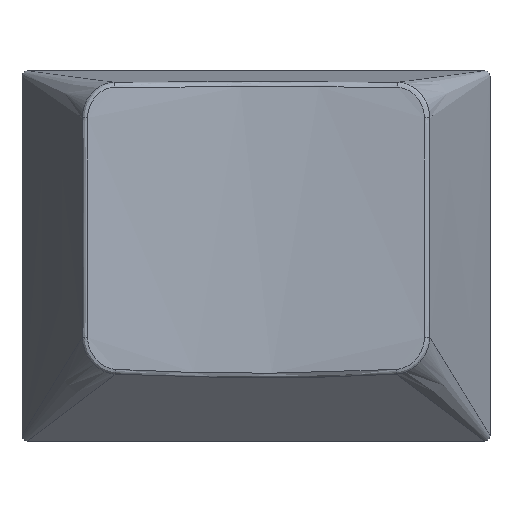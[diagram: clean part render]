
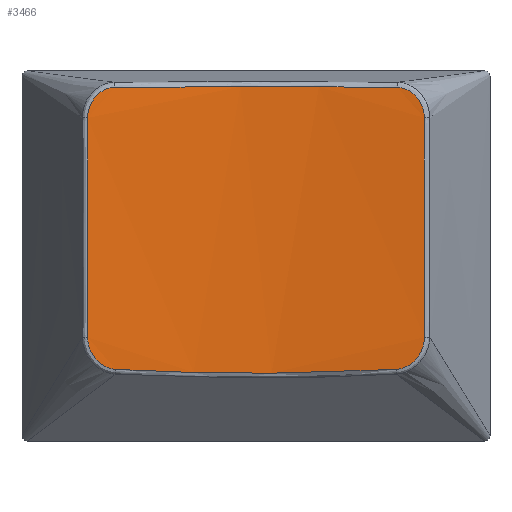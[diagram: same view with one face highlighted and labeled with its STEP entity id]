
A CAD part, top view. The second image highlights one B-rep face of the part: STEP entity #3466.
In plain terms, the highlighted free-form (B-spline) face has degree [1, 2] with [2, 3] control points.
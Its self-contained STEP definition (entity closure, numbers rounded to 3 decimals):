
#2869 = EDGE_CURVE('',#2870,#2872,#2874,.T.);
#2870 = VERTEX_POINT('',#2871);
#2871 = CARTESIAN_POINT('',(41.285,161.928,
    7.095));
#2872 = VERTEX_POINT('',#2873);
#2873 = CARTESIAN_POINT('',(39.913,163.491,
    7.237));
#2874 = B_SPLINE_CURVE_WITH_KNOTS('',3,(#2875,#2876,#2877,#2878,#2879,
    #2880,#2881),.UNSPECIFIED.,.F.,.F.,(4,1,1,1,4),(0.,0.655,
    0.982,1.637,2.291),.UNSPECIFIED.);
#2875 = CARTESIAN_POINT('',(41.285,161.928,
    7.095));
#2876 = CARTESIAN_POINT('',(41.069,161.94,7.12
    ));
#2877 = CARTESIAN_POINT('',(40.753,162.046,
    7.156));
#2878 = CARTESIAN_POINT('',(40.323,162.381,
    7.205));
#2879 = CARTESIAN_POINT('',(40.008,162.838,
    7.238));
#2880 = CARTESIAN_POINT('',(39.913,163.273,7.242
    ));
#2881 = CARTESIAN_POINT('',(39.913,163.491,
    7.237));
#2948 = EDGE_CURVE('',#2949,#2870,#2951,.T.);
#2949 = VERTEX_POINT('',#2950);
#2950 = CARTESIAN_POINT('',(54.918,161.928,
    7.095));
#2951 = B_SPLINE_CURVE_WITH_KNOTS('',3,(#2952,#2953,#2954,#2955),
  .UNSPECIFIED.,.F.,.F.,(4,4),(0.,13.728),
  .PIECEWISE_BEZIER_KNOTS.);
#2952 = CARTESIAN_POINT('',(54.918,161.928,
    7.095));
#2953 = CARTESIAN_POINT('',(50.398,161.684,6.573
    ));
#2954 = CARTESIAN_POINT('',(45.805,161.684,
    6.573));
#2955 = CARTESIAN_POINT('',(41.285,161.928,
    7.095));
#2998 = EDGE_CURVE('',#2872,#2999,#3001,.T.);
#2999 = VERTEX_POINT('',#3000);
#3000 = CARTESIAN_POINT('',(39.909,174.161,
    7.005));
#3001 = B_SPLINE_CURVE_WITH_KNOTS('',3,(#3002,#3003,#3004,#3005,#3006),
  .UNSPECIFIED.,.F.,.F.,(4,1,4),(0.,4.574,10.673),
  .UNSPECIFIED.);
#3002 = CARTESIAN_POINT('',(39.913,163.491,
    7.237));
#3003 = CARTESIAN_POINT('',(39.913,165.015,
    7.204));
#3004 = CARTESIAN_POINT('',(39.911,168.572,
    7.126));
#3005 = CARTESIAN_POINT('',(39.909,172.129,
    7.049));
#3006 = CARTESIAN_POINT('',(39.909,174.161,
    7.005));
#3046 = EDGE_CURVE('',#3047,#2949,#3049,.T.);
#3047 = VERTEX_POINT('',#3048);
#3048 = CARTESIAN_POINT('',(56.29,163.491,
    7.237));
#3049 = B_SPLINE_CURVE_WITH_KNOTS('',3,(#3050,#3051,#3052,#3053,#3054,
    #3055,#3056),.UNSPECIFIED.,.F.,.F.,(4,1,1,1,4),(0.,0.655,
    0.982,1.637,2.291),.UNSPECIFIED.);
#3050 = CARTESIAN_POINT('',(56.29,163.491,
    7.237));
#3051 = CARTESIAN_POINT('',(56.29,163.273,
    7.242));
#3052 = CARTESIAN_POINT('',(56.218,162.946,
    7.239));
#3053 = CARTESIAN_POINT('',(55.953,162.468,7.213
    ));
#3054 = CARTESIAN_POINT('',(55.555,162.082,
    7.168));
#3055 = CARTESIAN_POINT('',(55.134,161.94,
    7.12));
#3056 = CARTESIAN_POINT('',(54.918,161.928,
    7.095));
#3117 = EDGE_CURVE('',#2999,#3118,#3120,.T.);
#3118 = VERTEX_POINT('',#3119);
#3119 = CARTESIAN_POINT('',(41.229,175.647,
    6.802));
#3120 = B_SPLINE_CURVE_WITH_KNOTS('',3,(#3121,#3122,#3123,#3124,#3125,
    #3126),.UNSPECIFIED.,.F.,.F.,(4,1,1,4),(0.,1.264,
    1.896,2.212),.UNSPECIFIED.);
#3121 = CARTESIAN_POINT('',(39.909,174.161,
    7.005));
#3122 = CARTESIAN_POINT('',(39.909,174.582,
    6.995));
#3123 = CARTESIAN_POINT('',(40.169,175.213,
    6.944));
#3124 = CARTESIAN_POINT('',(40.813,175.599,
    6.853));
#3125 = CARTESIAN_POINT('',(41.125,175.646,
    6.814));
#3126 = CARTESIAN_POINT('',(41.229,175.647,
    6.802));
#3192 = EDGE_CURVE('',#3193,#3047,#3195,.T.);
#3193 = VERTEX_POINT('',#3194);
#3194 = CARTESIAN_POINT('',(56.294,174.161,
    7.005));
#3195 = B_SPLINE_CURVE_WITH_KNOTS('',3,(#3196,#3197,#3198,#3199,#3200),
  .UNSPECIFIED.,.F.,.F.,(4,1,4),(-10.673,-6.099,0.),
  .UNSPECIFIED.);
#3196 = CARTESIAN_POINT('',(56.294,174.161,
    7.005));
#3197 = CARTESIAN_POINT('',(56.294,172.637,
    7.038));
#3198 = CARTESIAN_POINT('',(56.292,169.08,
    7.115));
#3199 = CARTESIAN_POINT('',(56.29,165.523,
    7.193));
#3200 = CARTESIAN_POINT('',(56.29,163.491,
    7.237));
#3238 = EDGE_CURVE('',#3118,#3239,#3241,.T.);
#3239 = VERTEX_POINT('',#3240);
#3240 = CARTESIAN_POINT('',(54.973,175.647,
    6.802));
#3241 = B_SPLINE_CURVE_WITH_KNOTS('',3,(#3242,#3243,#3244,#3245),
  .UNSPECIFIED.,.F.,.F.,(4,4),(0.,13.834),
  .PIECEWISE_BEZIER_KNOTS.);
#3242 = CARTESIAN_POINT('',(41.229,175.647,
    6.802));
#3243 = CARTESIAN_POINT('',(45.789,175.694,
    6.264));
#3244 = CARTESIAN_POINT('',(50.413,175.694,
    6.264));
#3245 = CARTESIAN_POINT('',(54.973,175.647,
    6.802));
#3288 = EDGE_CURVE('',#3239,#3193,#3289,.T.);
#3289 = B_SPLINE_CURVE_WITH_KNOTS('',3,(#3290,#3291,#3292,#3293,#3294,
    #3295),.UNSPECIFIED.,.F.,.F.,(4,1,1,4),(0.,0.632,
    1.264,2.212),.UNSPECIFIED.);
#3290 = CARTESIAN_POINT('',(54.973,175.647,
    6.802));
#3291 = CARTESIAN_POINT('',(55.182,175.645,
    6.826));
#3292 = CARTESIAN_POINT('',(55.593,175.521,
    6.88));
#3293 = CARTESIAN_POINT('',(56.132,175.002,
    6.963));
#3294 = CARTESIAN_POINT('',(56.294,174.477,
    6.998));
#3295 = CARTESIAN_POINT('',(56.294,174.161,
    7.005));
#3466 = ADVANCED_FACE('',(#3467),#3477,.T.);
#3467 = FACE_BOUND('',#3468,.T.);
#3468 = EDGE_LOOP('',(#3469,#3470,#3471,#3472,#3473,#3474,#3475,#3476));
#3469 = ORIENTED_EDGE('',*,*,#2869,.F.);
#3470 = ORIENTED_EDGE('',*,*,#2948,.F.);
#3471 = ORIENTED_EDGE('',*,*,#3046,.F.);
#3472 = ORIENTED_EDGE('',*,*,#3192,.F.);
#3473 = ORIENTED_EDGE('',*,*,#3288,.F.);
#3474 = ORIENTED_EDGE('',*,*,#3238,.F.);
#3475 = ORIENTED_EDGE('',*,*,#3117,.F.);
#3476 = ORIENTED_EDGE('',*,*,#2998,.F.);
#3477 = ( BOUNDED_SURFACE() B_SPLINE_SURFACE(1,2,(
    (#3478,#3479,#3480)
    ,(#3481,#3482,#3483
)),.UNSPECIFIED.,.F.,.F.,.F.) B_SPLINE_SURFACE_WITH_KNOTS((2,2),(3,3),(
    0.,0.823),(0.,
    0.528),.PIECEWISE_BEZIER_KNOTS.) 
GEOMETRIC_REPRESENTATION_ITEM() RATIONAL_B_SPLINE_SURFACE((
    (1.,0.965,1.)
,(1.,0.965,1.))) REPRESENTATION_ITEM('') SURFACE() );
#3478 = CARTESIAN_POINT('',(32.584,188.884,
    8.194));
#3479 = CARTESIAN_POINT('',(47.912,188.793,
    4.004));
#3480 = CARTESIAN_POINT('',(63.266,188.882,
    8.099));
#3481 = CARTESIAN_POINT('',(32.584,140.469,
    9.25));
#3482 = CARTESIAN_POINT('',(47.912,140.377,
    5.06));
#3483 = CARTESIAN_POINT('',(63.266,140.467,
    9.155));
